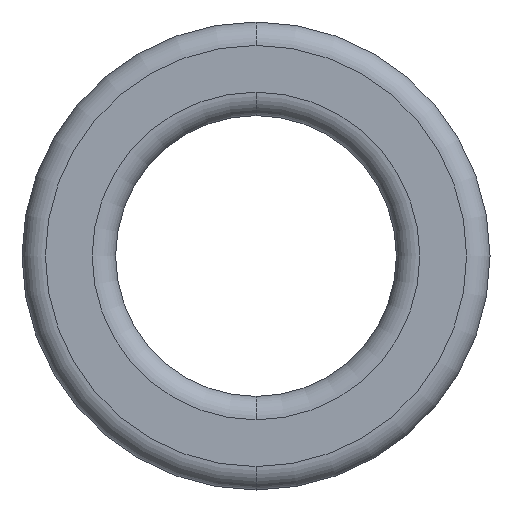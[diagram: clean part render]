
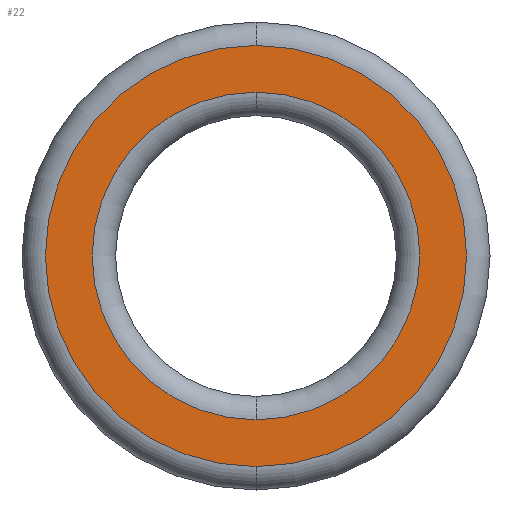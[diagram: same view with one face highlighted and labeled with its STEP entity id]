
A CAD part, front view. The second image highlights one B-rep face of the part: STEP entity #22.
In plain terms, the highlighted planar face has unit normal (0, -1, 0).
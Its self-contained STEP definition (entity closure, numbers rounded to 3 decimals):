
#7 = DIRECTION ( 'NONE',  ( 0., -1., 0. ) ) ;
#13 = ORIENTED_EDGE ( 'NONE', *, *, #306, .T. ) ;
#18 = DIRECTION ( 'NONE',  ( 0., 0., 1. ) ) ;
#22 = ADVANCED_FACE ( 'NONE', ( #198, #301 ), #26, .F. ) ;
#26 = PLANE ( 'NONE',  #312 ) ;
#37 = EDGE_CURVE ( 'NONE', #86, #138, #373, .T. ) ;
#40 = CARTESIAN_POINT ( 'NONE',  ( 0., 0., 0. ) ) ;
#45 = CARTESIAN_POINT ( 'NONE',  ( 0., 0., 0. ) ) ;
#57 = VERTEX_POINT ( 'NONE', #336 ) ;
#61 = CIRCLE ( 'NONE', #183, 3.5 ) ;
#77 = ORIENTED_EDGE ( 'NONE', *, *, #359, .T. ) ;
#86 = VERTEX_POINT ( 'NONE', #206 ) ;
#87 = DIRECTION ( 'NONE',  ( 0., 1., 0. ) ) ;
#98 = CARTESIAN_POINT ( 'NONE',  ( 0., 0., -4.5 ) ) ;
#103 = CIRCLE ( 'NONE', #117, 4.5 ) ;
#117 = AXIS2_PLACEMENT_3D ( 'NONE', #40, #7, #317 ) ;
#118 = VERTEX_POINT ( 'NONE', #238 ) ;
#120 = DIRECTION ( 'NONE',  ( 0., -1., 0. ) ) ;
#135 = EDGE_LOOP ( 'NONE', ( #362, #13 ) ) ;
#138 = VERTEX_POINT ( 'NONE', #98 ) ;
#146 = DIRECTION ( 'NONE',  ( 0., 0., 1. ) ) ;
#170 = CARTESIAN_POINT ( 'NONE',  ( 0., 0., 0. ) ) ;
#183 = AXIS2_PLACEMENT_3D ( 'NONE', #45, #87, #192 ) ;
#186 = AXIS2_PLACEMENT_3D ( 'NONE', #275, #120, #335 ) ;
#192 = DIRECTION ( 'NONE',  ( 0., 0., 1. ) ) ;
#198 = FACE_BOUND ( 'NONE', #229, .T. ) ;
#206 = CARTESIAN_POINT ( 'NONE',  ( 0., 0., 4.5 ) ) ;
#229 = EDGE_LOOP ( 'NONE', ( #77, #327 ) ) ;
#238 = CARTESIAN_POINT ( 'NONE',  ( 0., 0., -3.5 ) ) ;
#246 = CIRCLE ( 'NONE', #345, 3.5 ) ;
#270 = CARTESIAN_POINT ( 'NONE',  ( 0., 0., 0. ) ) ;
#275 = CARTESIAN_POINT ( 'NONE',  ( 0., 0., 0. ) ) ;
#295 = DIRECTION ( 'NONE',  ( 0., 1., 0. ) ) ;
#301 = FACE_OUTER_BOUND ( 'NONE', #135, .T. ) ;
#306 = EDGE_CURVE ( 'NONE', #138, #86, #103, .T. ) ;
#312 = AXIS2_PLACEMENT_3D ( 'NONE', #270, #402, #146 ) ;
#317 = DIRECTION ( 'NONE',  ( 0., 0., 1. ) ) ;
#327 = ORIENTED_EDGE ( 'NONE', *, *, #406, .T. ) ;
#335 = DIRECTION ( 'NONE',  ( 0., 0., 1. ) ) ;
#336 = CARTESIAN_POINT ( 'NONE',  ( 0., 0., 3.5 ) ) ;
#345 = AXIS2_PLACEMENT_3D ( 'NONE', #170, #295, #18 ) ;
#359 = EDGE_CURVE ( 'NONE', #57, #118, #246, .T. ) ;
#362 = ORIENTED_EDGE ( 'NONE', *, *, #37, .T. ) ;
#373 = CIRCLE ( 'NONE', #186, 4.5 ) ;
#402 = DIRECTION ( 'NONE',  ( 0., 1., 0. ) ) ;
#406 = EDGE_CURVE ( 'NONE', #118, #57, #61, .T. ) ;
